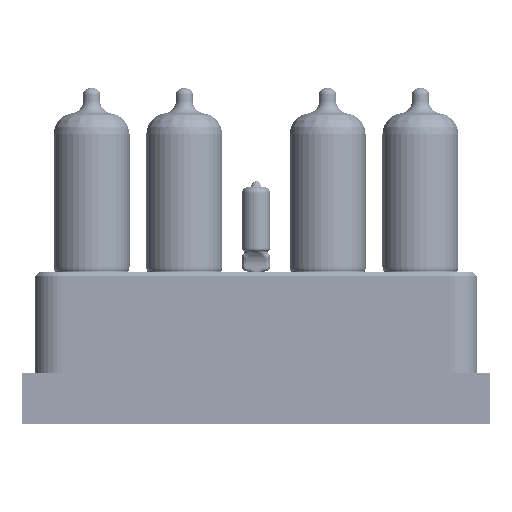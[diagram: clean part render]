
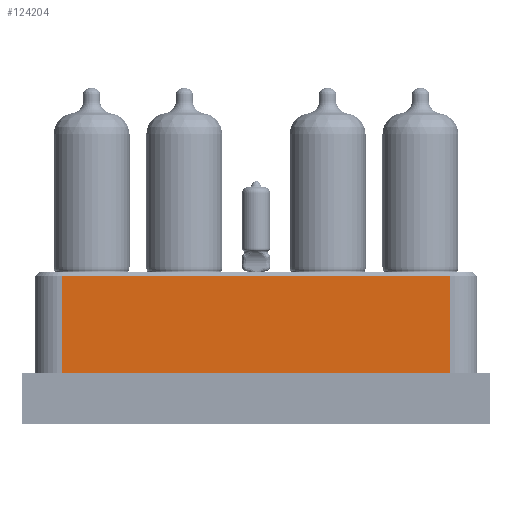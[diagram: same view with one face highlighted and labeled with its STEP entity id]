
A CAD part, front view. The second image highlights one B-rep face of the part: STEP entity #124204.
In plain terms, the highlighted planar face has unit normal (0, -1, 0).
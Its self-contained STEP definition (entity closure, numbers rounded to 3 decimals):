
#8611=PLANE('',#136098);
#20691=LINE('',#209757,#32998);
#20705=LINE('',#209792,#33012);
#20730=LINE('',#209916,#33037);
#20731=LINE('',#209917,#33038);
#32998=VECTOR('',#171082,10.);
#33012=VECTOR('',#171126,10.);
#33037=VECTOR('',#171299,10.);
#33038=VECTOR('',#171300,10.);
#40318=FACE_OUTER_BOUND('',#48002,.T.);
#48002=EDGE_LOOP('',(#116960,#116961,#116962,#116963));
#63759=VERTEX_POINT('',#209751);
#63760=VERTEX_POINT('',#209755);
#63765=VERTEX_POINT('',#209786);
#63766=VERTEX_POINT('',#209790);
#81469=EDGE_CURVE('',#63759,#63760,#20691,.T.);
#81487=EDGE_CURVE('',#63765,#63766,#20705,.T.);
#81547=EDGE_CURVE('',#63766,#63759,#20730,.T.);
#81548=EDGE_CURVE('',#63765,#63760,#20731,.T.);
#116960=ORIENTED_EDGE('',*,*,#81469,.F.);
#116961=ORIENTED_EDGE('',*,*,#81547,.F.);
#116962=ORIENTED_EDGE('',*,*,#81487,.F.);
#116963=ORIENTED_EDGE('',*,*,#81548,.T.);
#124204=ADVANCED_FACE('',(#40318),#8611,.T.);
#136098=AXIS2_PLACEMENT_3D('',#209915,#171297,#171298);
#171082=DIRECTION('',(-1.,0.,0.));
#171126=DIRECTION('',(1.,0.,0.));
#171297=DIRECTION('center_axis',(0.,-1.,0.));
#171298=DIRECTION('ref_axis',(-1.,0.,0.));
#171299=DIRECTION('',(0.,0.,-1.));
#171300=DIRECTION('',(0.,0.,-1.));
#209751=CARTESIAN_POINT('',(46.,-12.5,-13.6));
#209755=CARTESIAN_POINT('',(-46.,-12.5,-13.6));
#209757=CARTESIAN_POINT('',(23.,-12.5,-13.6));
#209786=CARTESIAN_POINT('',(-46.,-12.5,12.4));
#209790=CARTESIAN_POINT('',(46.,-12.5,12.4));
#209792=CARTESIAN_POINT('',(23.,-12.5,12.4));
#209915=CARTESIAN_POINT('Origin',(46.,-12.5,13.4));
#209916=CARTESIAN_POINT('',(46.,-12.5,13.4));
#209917=CARTESIAN_POINT('',(-46.,-12.5,13.4));
